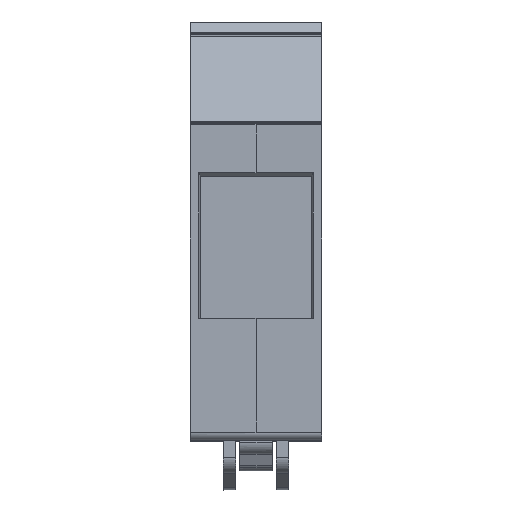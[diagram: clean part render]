
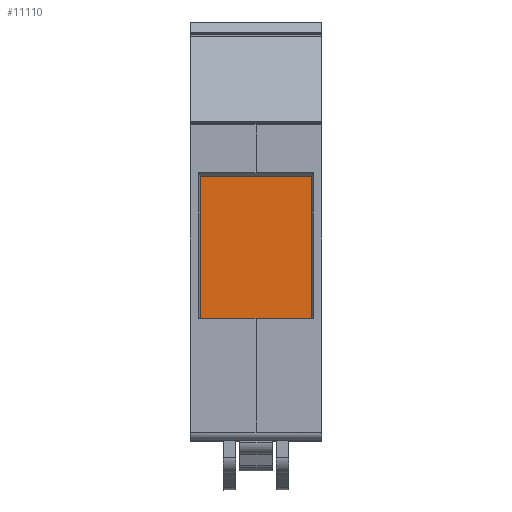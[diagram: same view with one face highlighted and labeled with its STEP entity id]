
A CAD part, top view. The second image highlights one B-rep face of the part: STEP entity #11110.
In plain terms, the highlighted planar face has unit normal (0, 0, 1).
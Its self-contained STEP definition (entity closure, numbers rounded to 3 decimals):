
#238 = DIRECTION ( 'NONE',  ( 1., 0., 0. ) ) ;
#727 = VECTOR ( 'NONE', #238, 1000. ) ;
#1514 = EDGE_CURVE ( 'NONE', #4239, #5429, #11076, .T. ) ;
#1759 = ORIENTED_EDGE ( 'NONE', *, *, #3337, .F. ) ;
#1796 = VERTEX_POINT ( 'NONE', #10635 ) ;
#2128 = PLANE ( 'NONE',  #4841 ) ;
#3066 = DIRECTION ( 'NONE',  ( 1., 0., 0. ) ) ;
#3138 = CARTESIAN_POINT ( 'NONE',  ( -18.568, -14.405, 41.637 ) ) ;
#3337 = EDGE_CURVE ( 'NONE', #1796, #7674, #8460, .T. ) ;
#3977 = CARTESIAN_POINT ( 'NONE',  ( -84.203, 9.397, 41.637 ) ) ;
#4239 = VERTEX_POINT ( 'NONE', #4760 ) ;
#4466 = LINE ( 'NONE', #7068, #6856 ) ;
#4760 = CARTESIAN_POINT ( 'NONE',  ( -11.884, -14.405, 41.637 ) ) ;
#4841 = AXIS2_PLACEMENT_3D ( 'NONE', #3977, #8548, #3066 ) ;
#5259 = FACE_OUTER_BOUND ( 'NONE', #6017, .T. ) ;
#5429 = VERTEX_POINT ( 'NONE', #10632 ) ;
#5481 = CARTESIAN_POINT ( 'NONE',  ( 1.784, 2.938, 41.637 ) ) ;
#5916 = EDGE_CURVE ( 'NONE', #4239, #1796, #4466, .T. ) ;
#6017 = EDGE_LOOP ( 'NONE', ( #10044, #6353, #9485, #1759 ) ) ;
#6049 = VECTOR ( 'NONE', #9720, 1000. ) ;
#6233 = VECTOR ( 'NONE', #8947, 1000. ) ;
#6353 = ORIENTED_EDGE ( 'NONE', *, *, #1514, .T. ) ;
#6856 = VECTOR ( 'NONE', #10658, 1000. ) ;
#7068 = CARTESIAN_POINT ( 'NONE',  ( -11.884, -14.464, 41.637 ) ) ;
#7674 = VERTEX_POINT ( 'NONE', #5481 ) ;
#8032 = CARTESIAN_POINT ( 'NONE',  ( 1.784, -6.364, 41.637 ) ) ;
#8460 = LINE ( 'NONE', #8814, #6049 ) ;
#8548 = DIRECTION ( 'NONE',  ( 0., 0., 1. ) ) ;
#8667 = EDGE_CURVE ( 'NONE', #7674, #5429, #10185, .T. ) ;
#8814 = CARTESIAN_POINT ( 'NONE',  ( -12.05, 2.938, 41.637 ) ) ;
#8947 = DIRECTION ( 'NONE',  ( 0., -1., 0. ) ) ;
#9485 = ORIENTED_EDGE ( 'NONE', *, *, #8667, .F. ) ;
#9720 = DIRECTION ( 'NONE',  ( 1., 0., 0. ) ) ;
#10044 = ORIENTED_EDGE ( 'NONE', *, *, #5916, .F. ) ;
#10185 = LINE ( 'NONE', #8032, #6233 ) ;
#10632 = CARTESIAN_POINT ( 'NONE',  ( 1.784, -14.405, 41.637 ) ) ;
#10635 = CARTESIAN_POINT ( 'NONE',  ( -11.884, 2.938, 41.637 ) ) ;
#10658 = DIRECTION ( 'NONE',  ( 0., 1., 0. ) ) ;
#11076 = LINE ( 'NONE', #3138, #727 ) ;
#11110 = ADVANCED_FACE ( 'NONE', ( #5259 ), #2128, .T. ) ;
